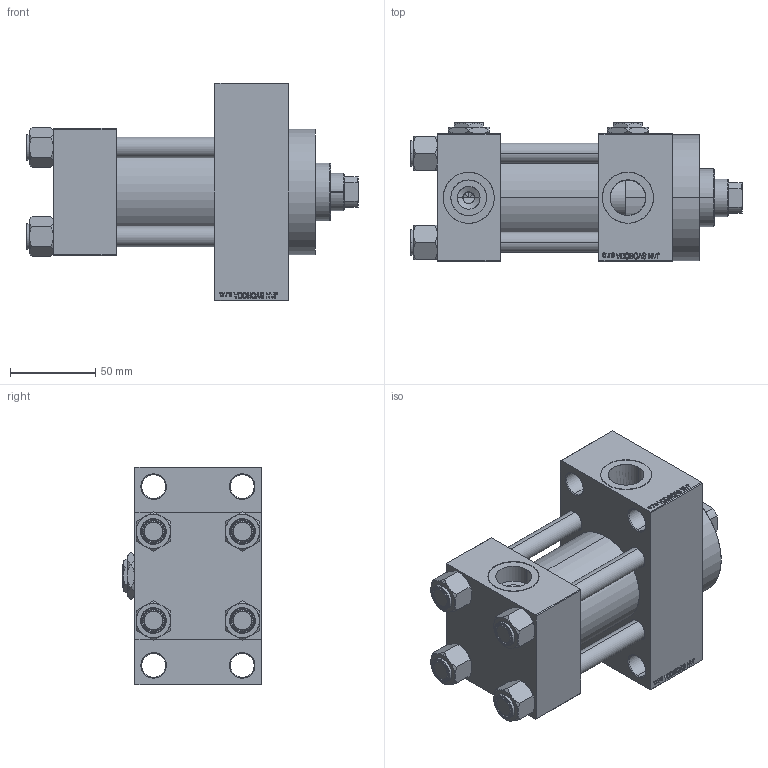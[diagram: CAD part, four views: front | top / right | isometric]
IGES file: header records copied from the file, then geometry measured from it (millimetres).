
Start section: SolidWorks IGES file using analytic representation for surfaces
Global section: file name: 427c.IGS; native system: SolidWorks 2019; preprocessor: SolidWorks 2019; author: Model3D; date: 220417.014814; units: millimetre
Bounding box: 195 x 82 x 128 mm (x, y, z)
Surface area: 170856.1 mm2 (no closed solid volume)
Topology: 0 solids, 0 shells, 1212 faces, 17297 edges, 17295 vertices
Faces by surface type: bspline 923, revolution 289
